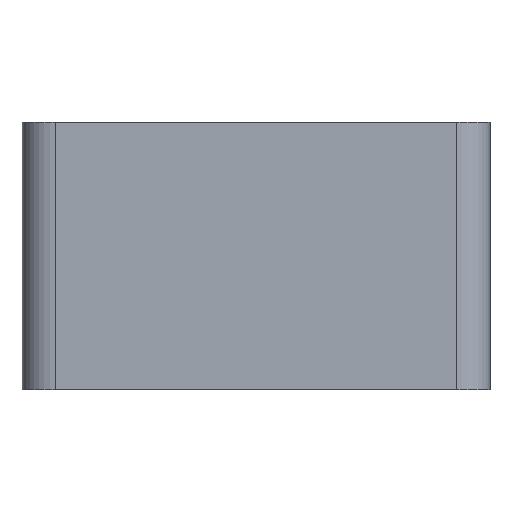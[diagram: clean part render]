
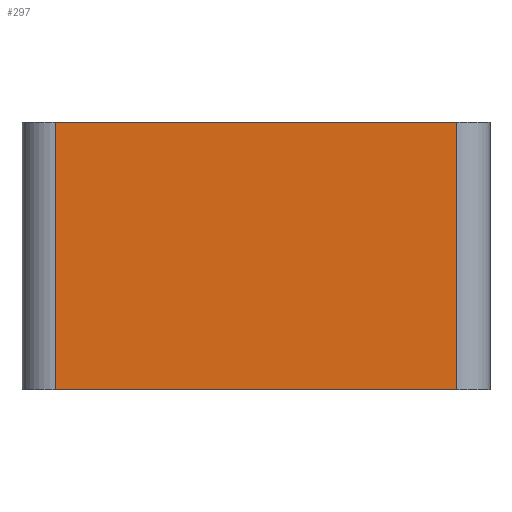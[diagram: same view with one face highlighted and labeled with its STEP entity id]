
A CAD part, front view. The second image highlights one B-rep face of the part: STEP entity #297.
In plain terms, the highlighted planar face has unit normal (0, -1, 0).
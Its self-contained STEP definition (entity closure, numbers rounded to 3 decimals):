
#33=FACE_OUTER_BOUND('',#49,.T.);
#49=EDGE_LOOP('',(#250,#251,#252,#253));
#70=LINE('',#455,#106);
#84=LINE('',#484,#120);
#85=LINE('',#487,#121);
#86=LINE('',#488,#122);
#106=VECTOR('',#370,10.);
#120=VECTOR('',#398,10.);
#121=VECTOR('',#401,10.);
#122=VECTOR('',#402,10.);
#139=VERTEX_POINT('',#452);
#140=VERTEX_POINT('',#454);
#148=VERTEX_POINT('',#482);
#149=VERTEX_POINT('',#486);
#170=EDGE_CURVE('',#139,#140,#70,.T.);
#185=EDGE_CURVE('',#148,#139,#84,.T.);
#186=EDGE_CURVE('',#149,#148,#85,.T.);
#187=EDGE_CURVE('',#149,#140,#86,.T.);
#250=ORIENTED_EDGE('',*,*,#185,.F.);
#251=ORIENTED_EDGE('',*,*,#186,.F.);
#252=ORIENTED_EDGE('',*,*,#187,.T.);
#253=ORIENTED_EDGE('',*,*,#170,.F.);
#282=PLANE('',#330);
#297=ADVANCED_FACE('',(#33),#282,.T.);
#330=AXIS2_PLACEMENT_3D('',#485,#399,#400);
#370=DIRECTION('',(1.,0.,0.));
#398=DIRECTION('',(0.,0.,1.));
#399=DIRECTION('center_axis',(0.,-1.,0.));
#400=DIRECTION('ref_axis',(-1.,0.,0.));
#401=DIRECTION('',(-1.,0.,0.));
#402=DIRECTION('',(0.,0.,1.));
#452=CARTESIAN_POINT('',(-100.,0.,150.));
#454=CARTESIAN_POINT('',(200.,0.,150.));
#455=CARTESIAN_POINT('',(200.,0.,150.));
#482=CARTESIAN_POINT('',(-100.,0.,-50.));
#484=CARTESIAN_POINT('',(-100.,0.,0.));
#485=CARTESIAN_POINT('Origin',(200.,0.,0.));
#486=CARTESIAN_POINT('',(200.,0.,-50.));
#487=CARTESIAN_POINT('',(200.,0.,-50.));
#488=CARTESIAN_POINT('',(200.,0.,0.));
